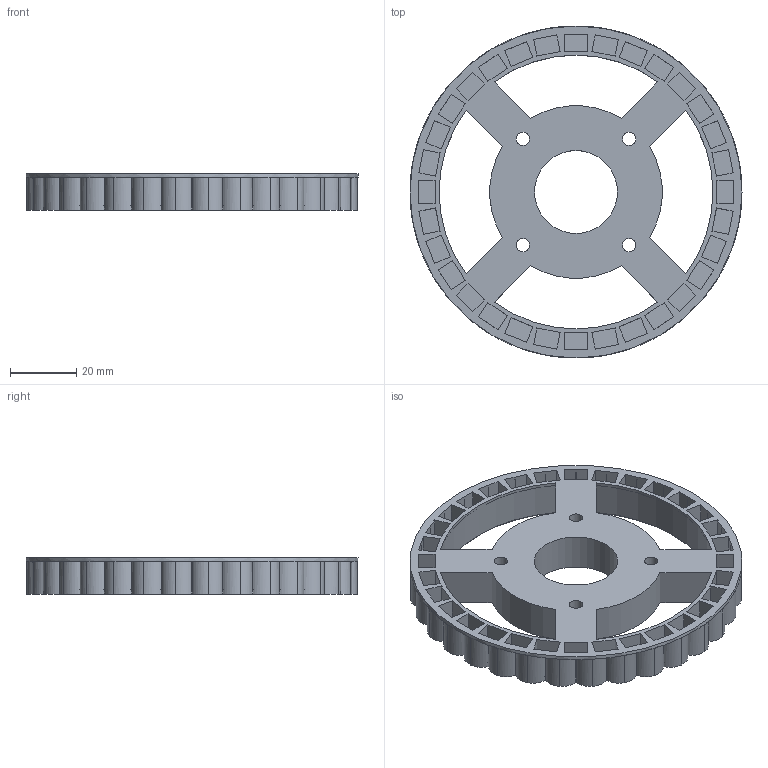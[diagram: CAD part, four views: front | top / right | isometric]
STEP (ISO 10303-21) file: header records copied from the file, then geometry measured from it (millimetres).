
FILE_DESCRIPTION(('STEP AP203'), '1');
FILE_NAME('tssp58038_mount', '2024-09-16T19:19:17', ('Ivan'), (''), 'C3D Converter', 'C3D Toolkit', '');
FILE_SCHEMA(('CONFIG_CONTROL_DESIGN'));
Length unit declared in the file: millimetre
Bounding box: 100 x 100 x 11 mm (x, y, z)
Volume: 39866.1 mm3; surface area: 32182.4 mm2
Topology: 1 solids, 1 shells, 383 faces, 1040 edges, 628 vertices
Faces by surface type: plane 299, cylinder 80, cone 4
Full cylindrical faces by diameter (mm): 4 x4, 25 x1, 100 x1
Entity records: 15088 total; most frequent: DIRECTION 2122, ORIENTED_EDGE 2060, CARTESIAN_POINT 2042, EDGE_CURVE 1030, AXIS2_PLACEMENT_3D 708, LINE 706, VECTOR 706, VERTEX_POINT 628
